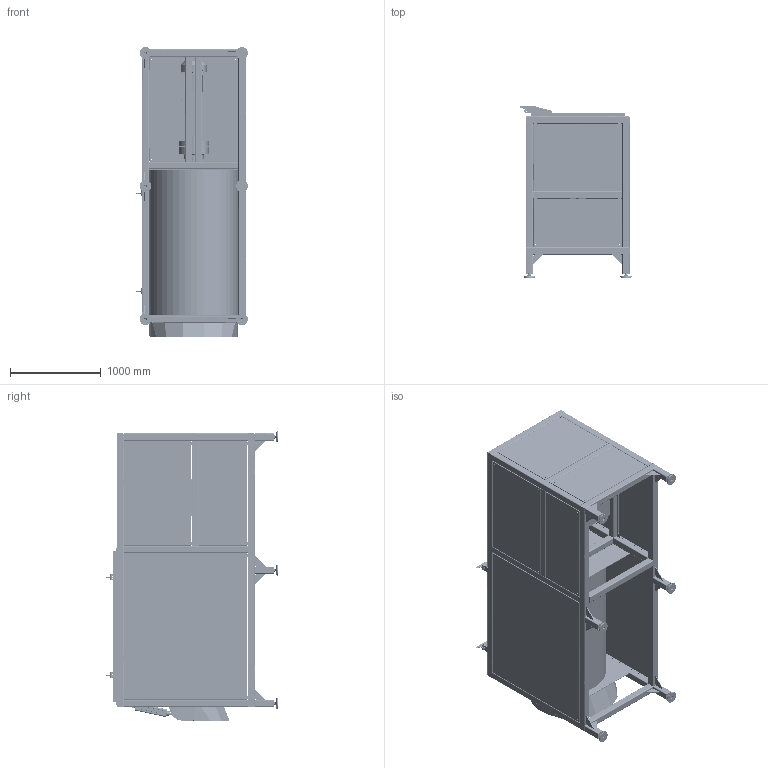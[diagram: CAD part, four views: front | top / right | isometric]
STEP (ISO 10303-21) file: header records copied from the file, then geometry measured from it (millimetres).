
FILE_DESCRIPTION(('FreeCAD Model'),'2;1');
FILE_NAME('Open CASCADE Shape Model','2025-05-09T08:18:41',('FreeCAD'),( 'FreeCAD'),'Open CASCADE STEP processor 7.6','FreeCAD','Unknown');
FILE_SCHEMA(('AUTOMOTIVE_DESIGN { 1 0 10303 214 1 1 1 1 }'));
Products named in the file (1): Open CASCADE STEP translator 7.6 1
Bounding box: 1233.48 x 1901.95 x 3201.14 mm (x, y, z)
Volume: 227593460.9 mm3; surface area: 75156115.9 mm2
Topology: 318 solids, 318 shells, 9718 faces, 25082 edges, 16013 vertices
Faces by surface type: bspline 9718
Entity records: 323869 total; most frequent: CARTESIAN_POINT 180105, ORIENTED_EDGE 49924, EDGE_CURVE 24962, VERTEX_POINT 16013, B_SPLINE_CURVE_WITH_KNOTS 15808, FACE_BOUND 11065, EDGE_LOOP 11065, ADVANCED_FACE 9718
